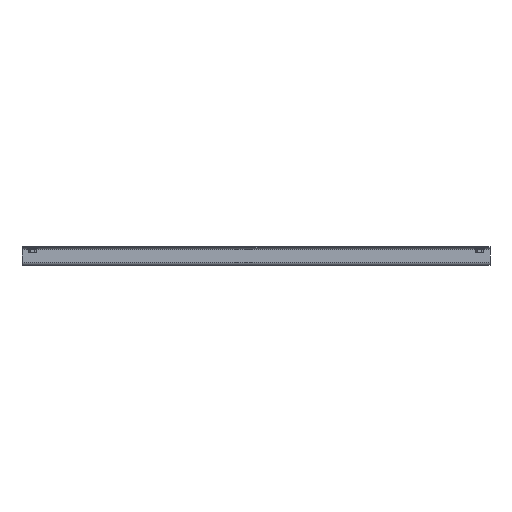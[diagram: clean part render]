
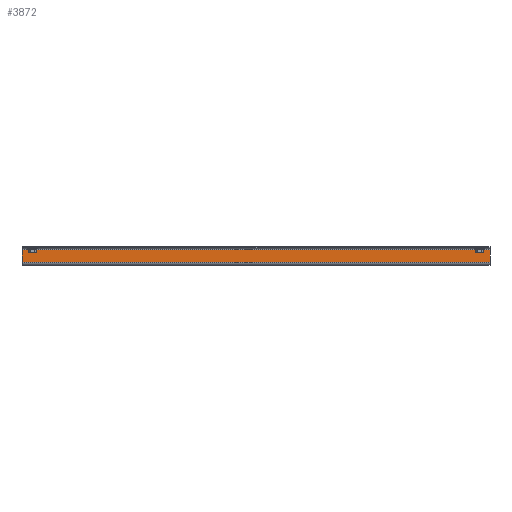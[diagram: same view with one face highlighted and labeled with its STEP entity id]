
A CAD part, left-side view. The second image highlights one B-rep face of the part: STEP entity #3872.
In plain terms, the highlighted planar face has unit normal (-1, 0, 0).
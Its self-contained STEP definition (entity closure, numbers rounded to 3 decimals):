
#43 = ORIENTED_EDGE ( 'NONE', *, *, #3967, .F. ) ;
#289 = CARTESIAN_POINT ( 'NONE',  ( -1.5, 261.5, 0. ) ) ;
#804 = DIRECTION ( 'NONE',  ( 0., 0., -1. ) ) ;
#951 = CARTESIAN_POINT ( 'NONE',  ( -1.5, 261.5, 17.625 ) ) ;
#1041 = LINE ( 'NONE', #951, #3921 ) ;
#1232 = LINE ( 'NONE', #3600, #3609 ) ;
#1334 = DIRECTION ( 'NONE',  ( 0., 0., 1. ) ) ;
#1429 = DIRECTION ( 'NONE',  ( 0., -1., 0. ) ) ;
#1496 = EDGE_CURVE ( 'NONE', #2117, #2178, #1232, .T. ) ;
#1772 = PLANE ( 'NONE',  #5651 ) ;
#1878 = VECTOR ( 'NONE', #1429, 1000. ) ;
#1884 = ORIENTED_EDGE ( 'NONE', *, *, #5711, .T. ) ;
#1947 = CARTESIAN_POINT ( 'NONE',  ( -1.5, -261.5, 17.625 ) ) ;
#2117 = VERTEX_POINT ( 'NONE', #4861 ) ;
#2178 = VERTEX_POINT ( 'NONE', #3466 ) ;
#2336 = CARTESIAN_POINT ( 'NONE',  ( -1.5, -261.5, 0. ) ) ;
#2525 = CARTESIAN_POINT ( 'NONE',  ( -1.5, -261.5, 3.375 ) ) ;
#2750 = VERTEX_POINT ( 'NONE', #1947 ) ;
#3265 = VERTEX_POINT ( 'NONE', #2525 ) ;
#3466 = CARTESIAN_POINT ( 'NONE',  ( -1.5, 261.5, 17.625 ) ) ;
#3600 = CARTESIAN_POINT ( 'NONE',  ( -1.5, 261.5, 0. ) ) ;
#3609 = VECTOR ( 'NONE', #4115, 1000. ) ;
#3629 = EDGE_CURVE ( 'NONE', #3265, #2750, #6485, .T. ) ;
#3854 = DIRECTION ( 'NONE',  ( 1., 0., 0. ) ) ;
#3872 = ADVANCED_FACE ( 'NONE', ( #4609 ), #1772, .F. ) ;
#3921 = VECTOR ( 'NONE', #6496, 1000. ) ;
#3967 = EDGE_CURVE ( 'NONE', #2178, #2750, #1041, .T. ) ;
#4115 = DIRECTION ( 'NONE',  ( 0., 0., 1. ) ) ;
#4586 = LINE ( 'NONE', #6430, #1878 ) ;
#4597 = EDGE_LOOP ( 'NONE', ( #4758, #43, #5726, #1884 ) ) ;
#4609 = FACE_OUTER_BOUND ( 'NONE', #4597, .T. ) ;
#4758 = ORIENTED_EDGE ( 'NONE', *, *, #3629, .T. ) ;
#4861 = CARTESIAN_POINT ( 'NONE',  ( -1.5, 261.5, 3.375 ) ) ;
#5316 = VECTOR ( 'NONE', #1334, 1000. ) ;
#5651 = AXIS2_PLACEMENT_3D ( 'NONE', #289, #3854, #804 ) ;
#5711 = EDGE_CURVE ( 'NONE', #2117, #3265, #4586, .T. ) ;
#5726 = ORIENTED_EDGE ( 'NONE', *, *, #1496, .F. ) ;
#6430 = CARTESIAN_POINT ( 'NONE',  ( -1.5, 261.5, 3.375 ) ) ;
#6485 = LINE ( 'NONE', #2336, #5316 ) ;
#6496 = DIRECTION ( 'NONE',  ( 0., -1., 0. ) ) ;
